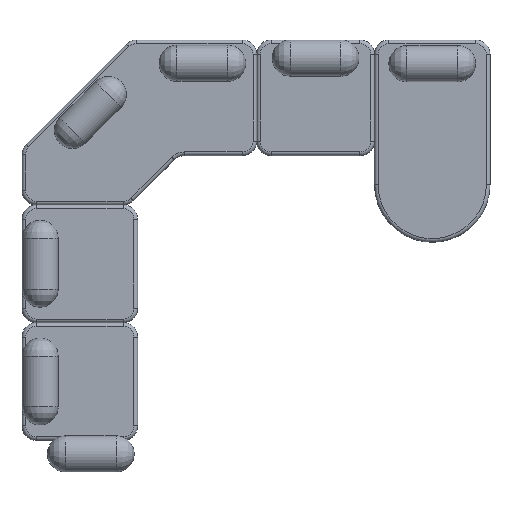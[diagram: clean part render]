
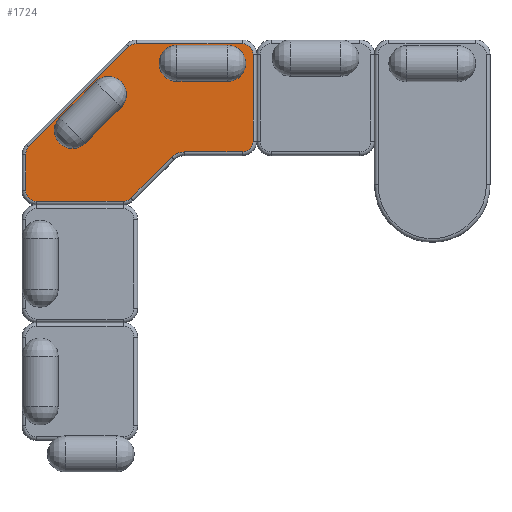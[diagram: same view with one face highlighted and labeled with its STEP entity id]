
A CAD part, top view. The second image highlights one B-rep face of the part: STEP entity #1724.
In plain terms, the highlighted planar face has unit normal (0, 0, 1).
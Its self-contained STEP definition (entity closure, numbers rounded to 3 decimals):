
#1452 = VERTEX_POINT('',#1453);
#1453 = CARTESIAN_POINT('',(792.893,-25.,150.));
#1460 = EDGE_CURVE('',#1452,#1461,#1463,.T.);
#1461 = VERTEX_POINT('',#1462);
#1462 = CARTESIAN_POINT('',(1524.264,-25.,150.));
#1463 = LINE('',#1464,#1465);
#1464 = CARTESIAN_POINT('',(792.893,-25.,150.));
#1465 = VECTOR('',#1466,1.);
#1466 = DIRECTION('',(1.,0.,0.));
#1544 = VERTEX_POINT('',#1545);
#1545 = CARTESIAN_POINT('',(739.86,-46.967,150.));
#1554 = EDGE_CURVE('',#1544,#1452,#1555,.T.);
#1555 = CIRCLE('',#1556,75.);
#1556 = AXIS2_PLACEMENT_3D('',#1557,#1558,#1559);
#1557 = CARTESIAN_POINT('',(792.893,-100.,150.));
#1558 = DIRECTION('',(0.,0.,-1.));
#1559 = DIRECTION('',(-0.707,0.707,0.));
#1724 = ADVANCED_FACE('',(#1725),#1829,.T.);
#1725 = FACE_BOUND('',#1726,.T.);
#1726 = EDGE_LOOP('',(#1727,#1728,#1729,#1737,#1746,#1754,#1763,#1771,
    #1780,#1788,#1797,#1805,#1814,#1822));
#1727 = ORIENTED_EDGE('',*,*,#1460,.F.);
#1728 = ORIENTED_EDGE('',*,*,#1554,.F.);
#1729 = ORIENTED_EDGE('',*,*,#1730,.F.);
#1730 = EDGE_CURVE('',#1731,#1544,#1733,.T.);
#1731 = VERTEX_POINT('',#1732);
#1732 = CARTESIAN_POINT('',(46.967,-739.86,150.));
#1733 = LINE('',#1734,#1735);
#1734 = CARTESIAN_POINT('',(46.967,-739.86,150.));
#1735 = VECTOR('',#1736,1.);
#1736 = DIRECTION('',(0.707,0.707,0.));
#1737 = ORIENTED_EDGE('',*,*,#1738,.F.);
#1738 = EDGE_CURVE('',#1739,#1731,#1741,.T.);
#1739 = VERTEX_POINT('',#1740);
#1740 = CARTESIAN_POINT('',(25.,-792.893,150.));
#1741 = CIRCLE('',#1742,75.);
#1742 = AXIS2_PLACEMENT_3D('',#1743,#1744,#1745);
#1743 = CARTESIAN_POINT('',(100.,-792.893,150.));
#1744 = DIRECTION('',(0.,0.,-1.));
#1745 = DIRECTION('',(-1.,0.,0.));
#1746 = ORIENTED_EDGE('',*,*,#1747,.F.);
#1747 = EDGE_CURVE('',#1748,#1739,#1750,.T.);
#1748 = VERTEX_POINT('',#1749);
#1749 = CARTESIAN_POINT('',(25.,-1041.421,150.));
#1750 = LINE('',#1751,#1752);
#1751 = CARTESIAN_POINT('',(25.,-1041.421,150.));
#1752 = VECTOR('',#1753,1.);
#1753 = DIRECTION('',(0.,1.,0.));
#1754 = ORIENTED_EDGE('',*,*,#1755,.F.);
#1755 = EDGE_CURVE('',#1756,#1748,#1758,.T.);
#1756 = VERTEX_POINT('',#1757);
#1757 = CARTESIAN_POINT('',(100.,-1116.421,150.));
#1758 = CIRCLE('',#1759,75.);
#1759 = AXIS2_PLACEMENT_3D('',#1760,#1761,#1762);
#1760 = CARTESIAN_POINT('',(100.,-1041.421,150.));
#1761 = DIRECTION('',(-0.,0.,-1.));
#1762 = DIRECTION('',(0.,-1.,0.));
#1763 = ORIENTED_EDGE('',*,*,#1764,.F.);
#1764 = EDGE_CURVE('',#1765,#1756,#1767,.T.);
#1765 = VERTEX_POINT('',#1766);
#1766 = CARTESIAN_POINT('',(700.,-1116.421,150.));
#1767 = LINE('',#1768,#1769);
#1768 = CARTESIAN_POINT('',(700.,-1116.421,150.));
#1769 = VECTOR('',#1770,1.);
#1770 = DIRECTION('',(-1.,0.,0.));
#1771 = ORIENTED_EDGE('',*,*,#1772,.F.);
#1772 = EDGE_CURVE('',#1773,#1765,#1775,.T.);
#1773 = VERTEX_POINT('',#1774);
#1774 = CARTESIAN_POINT('',(753.033,-1094.454,150.));
#1775 = CIRCLE('',#1776,75.);
#1776 = AXIS2_PLACEMENT_3D('',#1777,#1778,#1779);
#1777 = CARTESIAN_POINT('',(700.,-1041.421,150.));
#1778 = DIRECTION('',(0.,-0.,-1.));
#1779 = DIRECTION('',(0.707,-0.707,0.));
#1780 = ORIENTED_EDGE('',*,*,#1781,.F.);
#1781 = EDGE_CURVE('',#1782,#1773,#1784,.T.);
#1782 = VERTEX_POINT('',#1783);
#1783 = CARTESIAN_POINT('',(1035.876,-811.612,150.));
#1784 = LINE('',#1785,#1786);
#1785 = CARTESIAN_POINT('',(1035.876,-811.612,150.));
#1786 = VECTOR('',#1787,1.);
#1787 = DIRECTION('',(-0.707,-0.707,0.));
#1788 = ORIENTED_EDGE('',*,*,#1789,.F.);
#1789 = EDGE_CURVE('',#1790,#1782,#1792,.T.);
#1790 = VERTEX_POINT('',#1791);
#1791 = CARTESIAN_POINT('',(1124.264,-775.,150.));
#1792 = CIRCLE('',#1793,125.);
#1793 = AXIS2_PLACEMENT_3D('',#1794,#1795,#1796);
#1794 = CARTESIAN_POINT('',(1124.264,-900.,150.));
#1795 = DIRECTION('',(0.,-0.,1.));
#1796 = DIRECTION('',(0.,1.,0.));
#1797 = ORIENTED_EDGE('',*,*,#1798,.F.);
#1798 = EDGE_CURVE('',#1799,#1790,#1801,.T.);
#1799 = VERTEX_POINT('',#1800);
#1800 = CARTESIAN_POINT('',(1524.264,-775.,150.));
#1801 = LINE('',#1802,#1803);
#1802 = CARTESIAN_POINT('',(1524.264,-775.,150.));
#1803 = VECTOR('',#1804,1.);
#1804 = DIRECTION('',(-1.,0.,0.));
#1805 = ORIENTED_EDGE('',*,*,#1806,.F.);
#1806 = EDGE_CURVE('',#1807,#1799,#1809,.T.);
#1807 = VERTEX_POINT('',#1808);
#1808 = CARTESIAN_POINT('',(1599.264,-700.,150.));
#1809 = CIRCLE('',#1810,75.);
#1810 = AXIS2_PLACEMENT_3D('',#1811,#1812,#1813);
#1811 = CARTESIAN_POINT('',(1524.264,-700.,150.));
#1812 = DIRECTION('',(0.,0.,-1.));
#1813 = DIRECTION('',(1.,0.,0.));
#1814 = ORIENTED_EDGE('',*,*,#1815,.F.);
#1815 = EDGE_CURVE('',#1816,#1807,#1818,.T.);
#1816 = VERTEX_POINT('',#1817);
#1817 = CARTESIAN_POINT('',(1599.264,-100.,150.));
#1818 = LINE('',#1819,#1820);
#1819 = CARTESIAN_POINT('',(1599.264,-100.,150.));
#1820 = VECTOR('',#1821,1.);
#1821 = DIRECTION('',(0.,-1.,0.));
#1822 = ORIENTED_EDGE('',*,*,#1823,.F.);
#1823 = EDGE_CURVE('',#1461,#1816,#1824,.T.);
#1824 = CIRCLE('',#1825,75.);
#1825 = AXIS2_PLACEMENT_3D('',#1826,#1827,#1828);
#1826 = CARTESIAN_POINT('',(1524.264,-100.,150.));
#1827 = DIRECTION('',(0.,0.,-1.));
#1828 = DIRECTION('',(0.,1.,0.));
#1829 = PLANE('',#1830);
#1830 = AXIS2_PLACEMENT_3D('',#1831,#1832,#1833);
#1831 = CARTESIAN_POINT('',(849.586,-577.542,150.));
#1832 = DIRECTION('',(0.,0.,1.));
#1833 = DIRECTION('',(1.,0.,0.));
